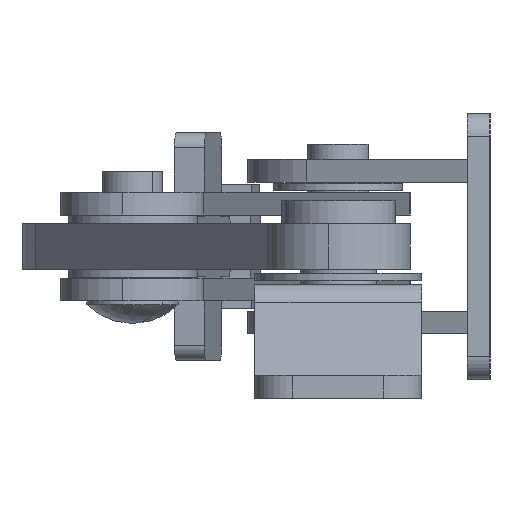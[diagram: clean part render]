
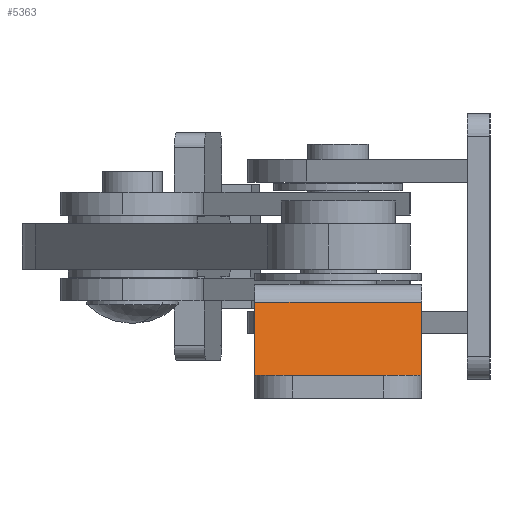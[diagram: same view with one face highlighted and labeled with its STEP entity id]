
A CAD part, left-side view. The second image highlights one B-rep face of the part: STEP entity #5363.
In plain terms, the highlighted face is planar.
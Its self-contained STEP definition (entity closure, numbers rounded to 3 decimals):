
#5 = VECTOR ( 'NONE', #4223, 1000. ) ;
#208 = VECTOR ( 'NONE', #4142, 1000. ) ;
#235 = VECTOR ( 'NONE', #4220, 1000. ) ;
#392 = VECTOR ( 'NONE', #4226, 1000. ) ;
#723 = CARTESIAN_POINT ( 'NONE',  ( 11., -12., -16. ) ) ;
#844 = CARTESIAN_POINT ( 'NONE',  ( -11., -12., -16. ) ) ;
#845 = CARTESIAN_POINT ( 'NONE',  ( -11., -2.37, -13.933 ) ) ;
#846 = CARTESIAN_POINT ( 'NONE',  ( 11., -2.37, -13.933 ) ) ;
#2731 = PLANE ( 'NONE',  #4975 ) ;
#2732 = CARTESIAN_POINT ( 'NONE',  ( 11., -2.37, -13.933 ) ) ;
#2733 = DIRECTION ( 'NONE',  ( 0., -0.21, 0.978 ) ) ;
#2734 = DIRECTION ( 'NONE',  ( 0., -0.978, -0.21 ) ) ;
#4140 = LINE ( 'NONE', #4141, #208 ) ;
#4141 = CARTESIAN_POINT ( 'NONE',  ( 11., -12., -16. ) ) ;
#4142 = DIRECTION ( 'NONE',  ( -1., 0., 0. ) ) ;
#4218 = LINE ( 'NONE', #4219, #235 ) ;
#4219 = CARTESIAN_POINT ( 'NONE',  ( 11., -2.37, -13.933 ) ) ;
#4220 = DIRECTION ( 'NONE',  ( 0., 0.978, 0.21 ) ) ;
#4221 = LINE ( 'NONE', #4222, #5 ) ;
#4222 = CARTESIAN_POINT ( 'NONE',  ( 11., -2.37, -13.933 ) ) ;
#4223 = DIRECTION ( 'NONE',  ( -1., 0., 0. ) ) ;
#4224 = LINE ( 'NONE', #4225, #392 ) ;
#4225 = CARTESIAN_POINT ( 'NONE',  ( -11., -2.37, -13.933 ) ) ;
#4226 = DIRECTION ( 'NONE',  ( 0., 0.978, 0.21 ) ) ;
#4975 = AXIS2_PLACEMENT_3D ( 'NONE', #2732, #2733, #2734 ) ;
#5203 = FACE_OUTER_BOUND ( 'NONE', #8488, .T. ) ;
#5363 = ADVANCED_FACE ( 'NONE', ( #5203 ), #2731, .F. ) ;
#5645 = EDGE_CURVE ( 'NONE', #7059, #7855, #4140, .T. ) ;
#5671 = EDGE_CURVE ( 'NONE', #7059, #7858, #4218, .T. ) ;
#5672 = EDGE_CURVE ( 'NONE', #7858, #7856, #4221, .T. ) ;
#5673 = EDGE_CURVE ( 'NONE', #7855, #7856, #4224, .T. ) ;
#7059 = VERTEX_POINT ( 'NONE', #723 ) ;
#7855 = VERTEX_POINT ( 'NONE', #844 ) ;
#7856 = VERTEX_POINT ( 'NONE', #845 ) ;
#7858 = VERTEX_POINT ( 'NONE', #846 ) ;
#8399 = ORIENTED_EDGE ( 'NONE', *, *, #5672, .F. ) ;
#8400 = ORIENTED_EDGE ( 'NONE', *, *, #5645, .T. ) ;
#8441 = ORIENTED_EDGE ( 'NONE', *, *, #5671, .F. ) ;
#8443 = ORIENTED_EDGE ( 'NONE', *, *, #5673, .T. ) ;
#8488 = EDGE_LOOP ( 'NONE', ( #8400, #8443, #8399, #8441 ) ) ;
